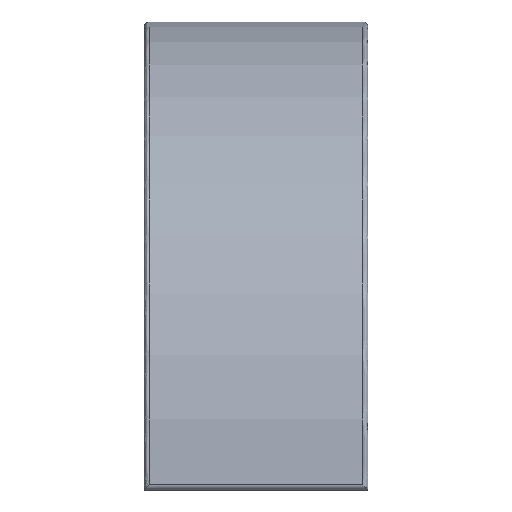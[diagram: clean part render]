
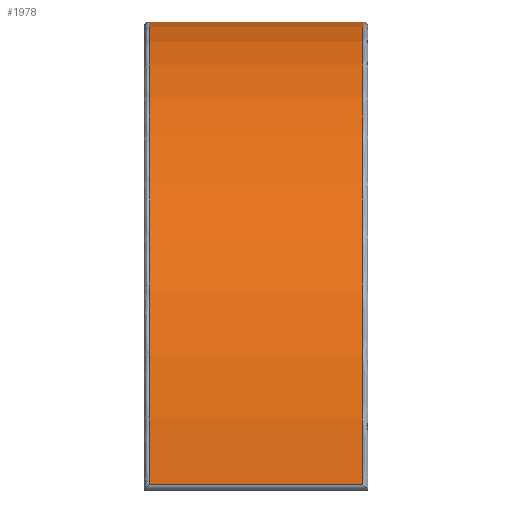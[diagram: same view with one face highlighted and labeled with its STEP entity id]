
A CAD part, top view. The second image highlights one B-rep face of the part: STEP entity #1978.
In plain terms, the highlighted cylindrical face has radius 90 mm (diameter 180 mm), a partial arc.
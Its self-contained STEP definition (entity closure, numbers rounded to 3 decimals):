
#1769=CARTESIAN_POINT('',(20.5,1.011,89.994));
#1770=VERTEX_POINT('',#1769);
#1778=CARTESIAN_POINT('',(-20.5,1.011,89.994));
#1779=VERTEX_POINT('',#1778);
#1780=CARTESIAN_POINT('',(-20.5,1.011,89.994));
#1781=DIRECTION('',(1.0,0.0,0.0));
#1782=VECTOR('',#1781,41.);
#1783=LINE('',#1780,#1782);
#1784=EDGE_CURVE('',#1779,#1770,#1783,.T.);
#1823=CARTESIAN_POINT('',(20.5,89.994,1.011));
#1824=VERTEX_POINT('',#1823);
#1863=CARTESIAN_POINT('',(20.5,0.0,0.0));
#1864=DIRECTION('',(-1.0,0.0,0.0));
#1865=DIRECTION('',(0.0,0.0,-1.0));
#1866=AXIS2_PLACEMENT_3D('',#1863,#1864,#1865);
#1867=CIRCLE('',#1866,90.);
#1868=EDGE_CURVE('',#1770,#1824,#1867,.T.);
#1878=CARTESIAN_POINT('',(-20.5,89.994,1.011));
#1879=VERTEX_POINT('',#1878);
#1918=CARTESIAN_POINT('',(20.5,89.994,1.011));
#1919=DIRECTION('',(-1.0,0.0,0.0));
#1920=VECTOR('',#1919,41.);
#1921=LINE('',#1918,#1920);
#1922=EDGE_CURVE('',#1824,#1879,#1921,.T.);
#1957=CARTESIAN_POINT('',(-20.5,0.0,0.0));
#1958=DIRECTION('',(1.0,0.0,0.0));
#1959=DIRECTION('',(0.0,0.0,-1.0));
#1960=AXIS2_PLACEMENT_3D('',#1957,#1958,#1959);
#1961=CIRCLE('',#1960,90.);
#1962=EDGE_CURVE('',#1879,#1779,#1961,.T.);
#1967=CARTESIAN_POINT('',(-21.5,0.0,0.0));
#1968=DIRECTION('',(1.0,0.0,0.0));
#1969=DIRECTION('',(0.0,0.0,-1.0));
#1970=AXIS2_PLACEMENT_3D('',#1967,#1968,#1969);
#1971=CYLINDRICAL_SURFACE('',#1970,90.);
#1972=ORIENTED_EDGE('',*,*,#1922,.T.);
#1973=ORIENTED_EDGE('',*,*,#1962,.T.);
#1974=ORIENTED_EDGE('',*,*,#1784,.T.);
#1975=ORIENTED_EDGE('',*,*,#1868,.T.);
#1976=EDGE_LOOP('',(#1972,#1973,#1974,#1975));
#1977=FACE_OUTER_BOUND('',#1976,.T.);
#1978=ADVANCED_FACE('',(#1977),#1971,.T.);
